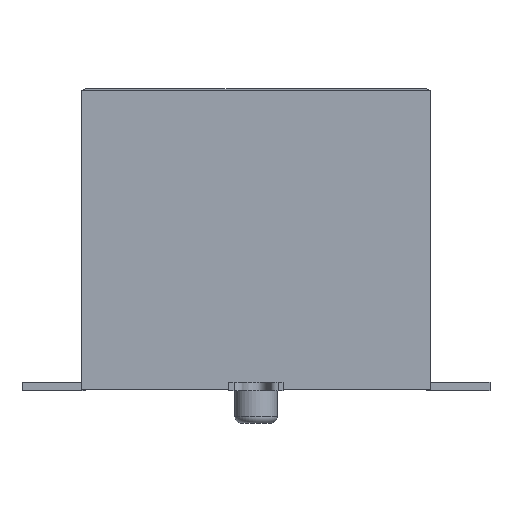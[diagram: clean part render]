
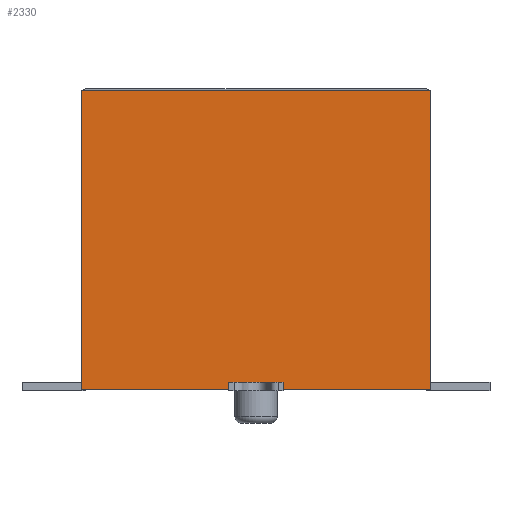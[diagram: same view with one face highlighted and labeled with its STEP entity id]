
A CAD part, front view. The second image highlights one B-rep face of the part: STEP entity #2330.
In plain terms, the highlighted planar face has unit normal (0, -1, 0).
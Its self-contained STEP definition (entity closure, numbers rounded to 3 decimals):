
#167=ORIENTED_EDGE('',*,*,#584,.F.);
#168=ORIENTED_EDGE('',*,*,#619,.T.);
#169=ORIENTED_EDGE('',*,*,#620,.F.);
#170=ORIENTED_EDGE('',*,*,#621,.F.);
#171=ORIENTED_EDGE('',*,*,#622,.T.);
#172=ORIENTED_EDGE('',*,*,#591,.T.);
#173=ORIENTED_EDGE('',*,*,#585,.F.);
#174=ORIENTED_EDGE('',*,*,#579,.F.);
#579=EDGE_CURVE('',#814,#815,#980,.T.);
#584=EDGE_CURVE('',#818,#814,#984,.T.);
#585=EDGE_CURVE('',#815,#819,#985,.T.);
#591=EDGE_CURVE('',#822,#819,#989,.T.);
#619=EDGE_CURVE('',#818,#848,#1017,.T.);
#620=EDGE_CURVE('',#849,#848,#1018,.T.);
#621=EDGE_CURVE('',#850,#849,#1019,.T.);
#622=EDGE_CURVE('',#850,#822,#1020,.T.);
#814=VERTEX_POINT('',#3025);
#815=VERTEX_POINT('',#3027);
#818=VERTEX_POINT('',#3049);
#819=VERTEX_POINT('',#3053);
#822=VERTEX_POINT('',#3086);
#848=VERTEX_POINT('',#3139);
#849=VERTEX_POINT('',#3143);
#850=VERTEX_POINT('',#3145);
#980=LINE('',#3026,#1194);
#984=LINE('',#3050,#1198);
#985=LINE('',#3052,#1199);
#989=LINE('',#3085,#1203);
#1017=LINE('',#3140,#1231);
#1018=LINE('',#3142,#1232);
#1019=LINE('',#3144,#1233);
#1020=LINE('',#3146,#1234);
#1194=VECTOR('',#2577,1000.);
#1198=VECTOR('',#2583,1000.);
#1199=VECTOR('',#2586,1000.);
#1203=VECTOR('',#2598,1000.);
#1231=VECTOR('',#2626,1000.);
#1232=VECTOR('',#2629,1000.);
#1233=VECTOR('',#2630,1000.);
#1234=VECTOR('',#2631,1000.);
#1403=EDGE_LOOP('',(#167,#168,#169,#170,#171,#172,#173,#174));
#1507=FACE_BOUND('',#1403,.T.);
#1605=PLANE('',#2432);
#2330=ADVANCED_FACE('',(#1507),#1605,.F.);
#2432=AXIS2_PLACEMENT_3D('',#3141,#2627,#2628);
#2577=DIRECTION('',(-1.,0.,0.));
#2583=DIRECTION('',(0.,0.,1.));
#2586=DIRECTION('',(0.,0.,-1.));
#2598=DIRECTION('',(1.,0.,0.));
#2626=DIRECTION('',(1.,0.,0.));
#2627=DIRECTION('',(0.,1.,0.));
#2628=DIRECTION('',(0.,0.,1.));
#2629=DIRECTION('',(0.,0.,-1.));
#2630=DIRECTION('',(1.,0.,0.));
#2631=DIRECTION('',(0.,0.,-1.));
#3025=CARTESIAN_POINT('',(0.544,-3.5,0.14));
#3026=CARTESIAN_POINT('',(-2.677,-3.5,0.14));
#3027=CARTESIAN_POINT('',(-0.55,-3.5,0.14));
#3049=CARTESIAN_POINT('',(0.544,-3.5,0.));
#3050=CARTESIAN_POINT('',(0.544,-3.5,3.3));
#3052=CARTESIAN_POINT('',(-0.55,-3.5,3.3));
#3053=CARTESIAN_POINT('',(-0.55,-3.5,0.));
#3085=CARTESIAN_POINT('',(-2.677,-3.5,0.));
#3086=CARTESIAN_POINT('',(-3.5,-3.5,0.));
#3139=CARTESIAN_POINT('',(3.5,-3.5,0.));
#3140=CARTESIAN_POINT('',(-2.677,-3.5,0.));
#3141=CARTESIAN_POINT('',(-2.677,-3.5,3.3));
#3142=CARTESIAN_POINT('',(3.5,-3.5,3.3));
#3143=CARTESIAN_POINT('',(3.5,-3.5,6.));
#3144=CARTESIAN_POINT('',(-2.677,-3.5,6.));
#3145=CARTESIAN_POINT('',(-3.5,-3.5,6.));
#3146=CARTESIAN_POINT('',(-3.5,-3.5,3.3));
